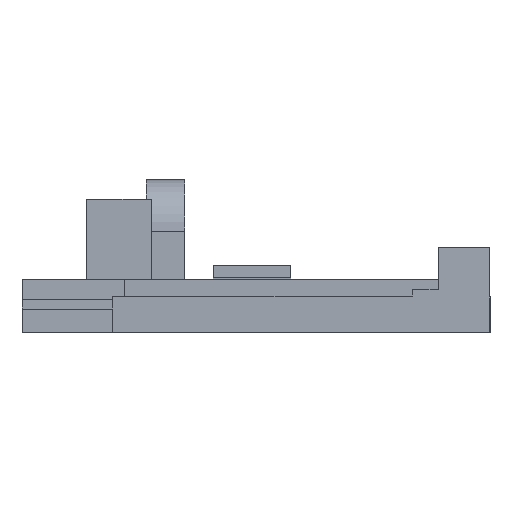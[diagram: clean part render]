
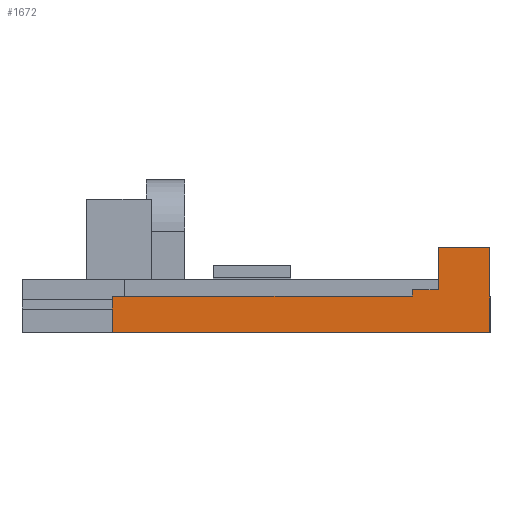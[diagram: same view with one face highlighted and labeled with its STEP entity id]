
A CAD part, left-side view. The second image highlights one B-rep face of the part: STEP entity #1672.
In plain terms, the highlighted planar face has unit normal (-1, 0, 0).
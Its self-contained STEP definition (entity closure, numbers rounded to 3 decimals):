
#93=FACE_OUTER_BOUND('',#186,.T.);
#186=EDGE_LOOP('',(#1341,#1342,#1343,#1344,#1345,#1346,#1347,#1348,#1349));
#226=LINE('',#2254,#450);
#233=LINE('',#2267,#457);
#345=LINE('',#2518,#569);
#349=LINE('',#2524,#573);
#355=LINE('',#2535,#579);
#359=LINE('',#2543,#583);
#361=LINE('',#2546,#585);
#365=LINE('',#2555,#589);
#373=LINE('',#2569,#597);
#450=VECTOR('',#1828,10.);
#457=VECTOR('',#1837,10.);
#569=VECTOR('',#2037,10.);
#573=VECTOR('',#2043,10.);
#579=VECTOR('',#2053,10.);
#583=VECTOR('',#2061,10.);
#585=VECTOR('',#2065,10.);
#589=VECTOR('',#2077,10.);
#597=VECTOR('',#2091,10.);
#674=VERTEX_POINT('',#2252);
#675=VERTEX_POINT('',#2253);
#680=VERTEX_POINT('',#2265);
#774=VERTEX_POINT('',#2516);
#775=VERTEX_POINT('',#2517);
#776=VERTEX_POINT('',#2522);
#779=VERTEX_POINT('',#2533);
#780=VERTEX_POINT('',#2539);
#782=VERTEX_POINT('',#2554);
#831=EDGE_CURVE('',#674,#675,#226,.T.);
#838=EDGE_CURVE('',#674,#680,#233,.T.);
#960=EDGE_CURVE('',#774,#775,#345,.T.);
#964=EDGE_CURVE('',#776,#774,#349,.T.);
#970=EDGE_CURVE('',#779,#776,#355,.T.);
#974=EDGE_CURVE('',#675,#780,#359,.T.);
#976=EDGE_CURVE('',#780,#779,#361,.T.);
#980=EDGE_CURVE('',#775,#782,#365,.T.);
#988=EDGE_CURVE('',#782,#680,#373,.T.);
#1341=ORIENTED_EDGE('',*,*,#974,.F.);
#1342=ORIENTED_EDGE('',*,*,#831,.F.);
#1343=ORIENTED_EDGE('',*,*,#838,.T.);
#1344=ORIENTED_EDGE('',*,*,#988,.F.);
#1345=ORIENTED_EDGE('',*,*,#980,.F.);
#1346=ORIENTED_EDGE('',*,*,#960,.F.);
#1347=ORIENTED_EDGE('',*,*,#964,.F.);
#1348=ORIENTED_EDGE('',*,*,#970,.F.);
#1349=ORIENTED_EDGE('',*,*,#976,.F.);
#1590=PLANE('',#1782);
#1672=ADVANCED_FACE('',(#93),#1590,.F.);
#1782=AXIS2_PLACEMENT_3D('',#2568,#2089,#2090);
#1828=DIRECTION('',(0.,0.,1.));
#1837=DIRECTION('',(0.,0.,-1.));
#2037=DIRECTION('',(0.,-1.,0.));
#2043=DIRECTION('',(0.,0.,1.));
#2053=DIRECTION('',(0.,-1.,0.));
#2061=DIRECTION('',(0.,-1.,0.));
#2065=DIRECTION('',(0.,0.,1.));
#2077=DIRECTION('',(0.,0.,-1.));
#2089=DIRECTION('center_axis',(1.,0.,0.));
#2090=DIRECTION('ref_axis',(0.,1.,0.));
#2091=DIRECTION('',(0.,1.,0.));
#2252=CARTESIAN_POINT('',(-53.2,11.1,1.8));
#2253=CARTESIAN_POINT('',(-53.2,11.1,2.8));
#2254=CARTESIAN_POINT('',(-53.2,11.1,2.05));
#2265=CARTESIAN_POINT('',(-53.2,11.1,0.));
#2267=CARTESIAN_POINT('',(-53.2,11.1,1.8));
#2516=CARTESIAN_POINT('',(-53.2,-14.1,6.55));
#2517=CARTESIAN_POINT('',(-53.2,-18.1,6.55));
#2518=CARTESIAN_POINT('',(-53.2,-14.1,6.55));
#2522=CARTESIAN_POINT('',(-53.2,-14.1,3.3));
#2524=CARTESIAN_POINT('',(-53.2,-14.1,3.3));
#2533=CARTESIAN_POINT('',(-53.2,-12.1,3.3));
#2535=CARTESIAN_POINT('',(-53.2,-13.6,3.3));
#2539=CARTESIAN_POINT('',(-53.2,-12.1,2.8));
#2543=CARTESIAN_POINT('',(-53.2,-10.747,2.8));
#2546=CARTESIAN_POINT('',(-53.2,-12.1,3.175));
#2554=CARTESIAN_POINT('',(-53.2,-18.1,0.));
#2555=CARTESIAN_POINT('',(-53.2,-18.1,0.9));
#2568=CARTESIAN_POINT('Origin',(-53.2,-18.1,1.8));
#2569=CARTESIAN_POINT('',(-53.2,-9.05,0.));
